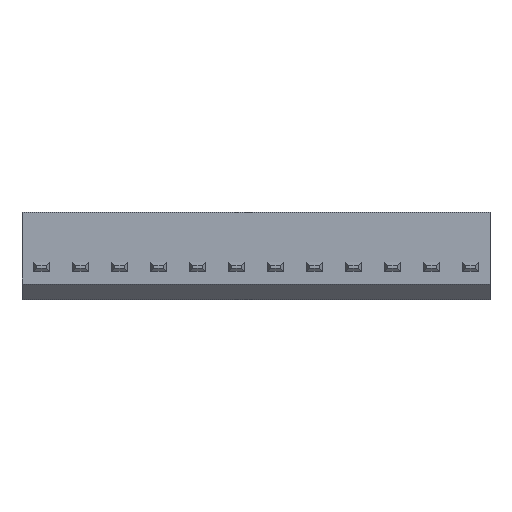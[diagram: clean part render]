
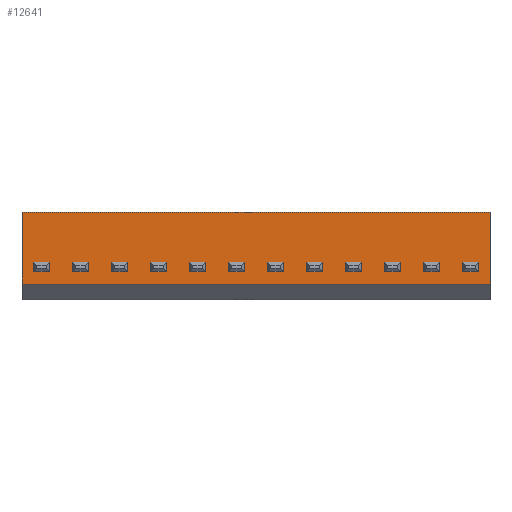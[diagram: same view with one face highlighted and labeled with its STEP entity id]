
A CAD part, top view. The second image highlights one B-rep face of the part: STEP entity #12641.
In plain terms, the highlighted planar face has unit normal (0, 0, 1).
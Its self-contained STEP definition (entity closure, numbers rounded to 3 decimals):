
#12641 = ADVANCED_FACE('',(#12642),#12656,.T.);
#12642 = FACE_BOUND('',#12643,.T.);
#12643 = EDGE_LOOP('',(#12644,#12679,#12707,#12735));
#12644 = ORIENTED_EDGE('',*,*,#12645,.T.);
#12645 = EDGE_CURVE('',#12646,#12648,#12650,.T.);
#12646 = VERTEX_POINT('',#12647);
#12647 = CARTESIAN_POINT('',(-1.25,-1.1,3.2));
#12648 = VERTEX_POINT('',#12649);
#12649 = CARTESIAN_POINT('',(28.75,-1.1,3.2));
#12650 = SURFACE_CURVE('',#12651,(#12655,#12667),.PCURVE_S1.);
#12651 = LINE('',#12652,#12653);
#12652 = CARTESIAN_POINT('',(-1.25,-1.1,3.2));
#12653 = VECTOR('',#12654,1.);
#12654 = DIRECTION('',(1.,0.,0.));
#12655 = PCURVE('',#12656,#12661);
#12656 = PLANE('',#12657);
#12657 = AXIS2_PLACEMENT_3D('',#12658,#12659,#12660);
#12658 = CARTESIAN_POINT('',(-1.25,-1.1,3.2));
#12659 = DIRECTION('',(0.,0.,1.));
#12660 = DIRECTION('',(0.,1.,0.));
#12661 = DEFINITIONAL_REPRESENTATION('',(#12662),#12666);
#12662 = LINE('',#12663,#12664);
#12663 = CARTESIAN_POINT('',(0.,0.));
#12664 = VECTOR('',#12665,1.);
#12665 = DIRECTION('',(0.,-1.));
#12666 = ( GEOMETRIC_REPRESENTATION_CONTEXT(2) 
PARAMETRIC_REPRESENTATION_CONTEXT() REPRESENTATION_CONTEXT('2D SPACE',''
  ) );
#12667 = PCURVE('',#12668,#12673);
#12668 = PLANE('',#12669);
#12669 = AXIS2_PLACEMENT_3D('',#12670,#12671,#12672);
#12670 = CARTESIAN_POINT('',(-1.25,-1.1,3.2));
#12671 = DIRECTION('',(0.,0.707,-0.707));
#12672 = DIRECTION('',(0.,-0.707,-0.707));
#12673 = DEFINITIONAL_REPRESENTATION('',(#12674),#12678);
#12674 = LINE('',#12675,#12676);
#12675 = CARTESIAN_POINT('',(0.,0.));
#12676 = VECTOR('',#12677,1.);
#12677 = DIRECTION('',(0.,-1.));
#12678 = ( GEOMETRIC_REPRESENTATION_CONTEXT(2) 
PARAMETRIC_REPRESENTATION_CONTEXT() REPRESENTATION_CONTEXT('2D SPACE',''
  ) );
#12679 = ORIENTED_EDGE('',*,*,#12680,.T.);
#12680 = EDGE_CURVE('',#12648,#12681,#12683,.T.);
#12681 = VERTEX_POINT('',#12682);
#12682 = CARTESIAN_POINT('',(28.75,3.5,3.2));
#12683 = SURFACE_CURVE('',#12684,(#12688,#12695),.PCURVE_S1.);
#12684 = LINE('',#12685,#12686);
#12685 = CARTESIAN_POINT('',(28.75,-1.1,3.2));
#12686 = VECTOR('',#12687,1.);
#12687 = DIRECTION('',(0.,1.,0.));
#12688 = PCURVE('',#12656,#12689);
#12689 = DEFINITIONAL_REPRESENTATION('',(#12690),#12694);
#12690 = LINE('',#12691,#12692);
#12691 = CARTESIAN_POINT('',(0.,-30.));
#12692 = VECTOR('',#12693,1.);
#12693 = DIRECTION('',(1.,0.));
#12694 = ( GEOMETRIC_REPRESENTATION_CONTEXT(2) 
PARAMETRIC_REPRESENTATION_CONTEXT() REPRESENTATION_CONTEXT('2D SPACE',''
  ) );
#12695 = PCURVE('',#12696,#12701);
#12696 = PLANE('',#12697);
#12697 = AXIS2_PLACEMENT_3D('',#12698,#12699,#12700);
#12698 = CARTESIAN_POINT('',(28.75,0.951,1.622));
#12699 = DIRECTION('',(1.,0.,0.));
#12700 = DIRECTION('',(0.,0.,1.));
#12701 = DEFINITIONAL_REPRESENTATION('',(#12702),#12706);
#12702 = LINE('',#12703,#12704);
#12703 = CARTESIAN_POINT('',(1.578,2.051));
#12704 = VECTOR('',#12705,1.);
#12705 = DIRECTION('',(0.,-1.));
#12706 = ( GEOMETRIC_REPRESENTATION_CONTEXT(2) 
PARAMETRIC_REPRESENTATION_CONTEXT() REPRESENTATION_CONTEXT('2D SPACE',''
  ) );
#12707 = ORIENTED_EDGE('',*,*,#12708,.F.);
#12708 = EDGE_CURVE('',#12709,#12681,#12711,.T.);
#12709 = VERTEX_POINT('',#12710);
#12710 = CARTESIAN_POINT('',(-1.25,3.5,3.2));
#12711 = SURFACE_CURVE('',#12712,(#12716,#12723),.PCURVE_S1.);
#12712 = LINE('',#12713,#12714);
#12713 = CARTESIAN_POINT('',(-1.25,3.5,3.2));
#12714 = VECTOR('',#12715,1.);
#12715 = DIRECTION('',(1.,0.,0.));
#12716 = PCURVE('',#12656,#12717);
#12717 = DEFINITIONAL_REPRESENTATION('',(#12718),#12722);
#12718 = LINE('',#12719,#12720);
#12719 = CARTESIAN_POINT('',(4.6,0.));
#12720 = VECTOR('',#12721,1.);
#12721 = DIRECTION('',(0.,-1.));
#12722 = ( GEOMETRIC_REPRESENTATION_CONTEXT(2) 
PARAMETRIC_REPRESENTATION_CONTEXT() REPRESENTATION_CONTEXT('2D SPACE',''
  ) );
#12723 = PCURVE('',#12724,#12729);
#12724 = PLANE('',#12725);
#12725 = AXIS2_PLACEMENT_3D('',#12726,#12727,#12728);
#12726 = CARTESIAN_POINT('',(-1.25,3.5,3.2));
#12727 = DIRECTION('',(0.,1.,0.));
#12728 = DIRECTION('',(0.,0.,-1.));
#12729 = DEFINITIONAL_REPRESENTATION('',(#12730),#12734);
#12730 = LINE('',#12731,#12732);
#12731 = CARTESIAN_POINT('',(0.,0.));
#12732 = VECTOR('',#12733,1.);
#12733 = DIRECTION('',(0.,-1.));
#12734 = ( GEOMETRIC_REPRESENTATION_CONTEXT(2) 
PARAMETRIC_REPRESENTATION_CONTEXT() REPRESENTATION_CONTEXT('2D SPACE',''
  ) );
#12735 = ORIENTED_EDGE('',*,*,#12736,.F.);
#12736 = EDGE_CURVE('',#12646,#12709,#12737,.T.);
#12737 = SURFACE_CURVE('',#12738,(#12742,#12749),.PCURVE_S1.);
#12738 = LINE('',#12739,#12740);
#12739 = CARTESIAN_POINT('',(-1.25,-1.1,3.2));
#12740 = VECTOR('',#12741,1.);
#12741 = DIRECTION('',(0.,1.,0.));
#12742 = PCURVE('',#12656,#12743);
#12743 = DEFINITIONAL_REPRESENTATION('',(#12744),#12748);
#12744 = LINE('',#12745,#12746);
#12745 = CARTESIAN_POINT('',(0.,0.));
#12746 = VECTOR('',#12747,1.);
#12747 = DIRECTION('',(1.,0.));
#12748 = ( GEOMETRIC_REPRESENTATION_CONTEXT(2) 
PARAMETRIC_REPRESENTATION_CONTEXT() REPRESENTATION_CONTEXT('2D SPACE',''
  ) );
#12749 = PCURVE('',#12750,#12755);
#12750 = PLANE('',#12751);
#12751 = AXIS2_PLACEMENT_3D('',#12752,#12753,#12754);
#12752 = CARTESIAN_POINT('',(-1.25,0.951,1.622));
#12753 = DIRECTION('',(1.,0.,0.));
#12754 = DIRECTION('',(0.,0.,1.));
#12755 = DEFINITIONAL_REPRESENTATION('',(#12756),#12760);
#12756 = LINE('',#12757,#12758);
#12757 = CARTESIAN_POINT('',(1.578,2.051));
#12758 = VECTOR('',#12759,1.);
#12759 = DIRECTION('',(0.,-1.));
#12760 = ( GEOMETRIC_REPRESENTATION_CONTEXT(2) 
PARAMETRIC_REPRESENTATION_CONTEXT() REPRESENTATION_CONTEXT('2D SPACE',''
  ) );
